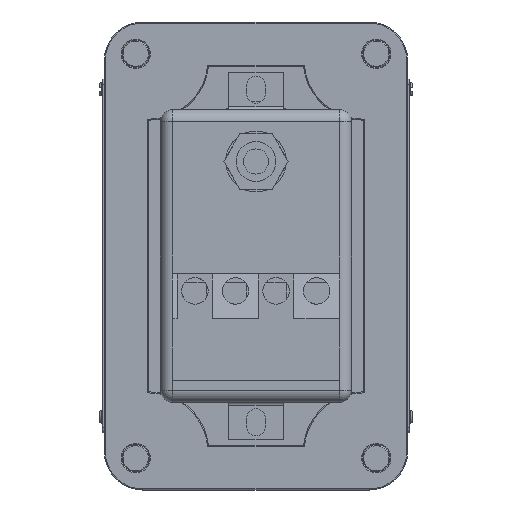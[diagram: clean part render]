
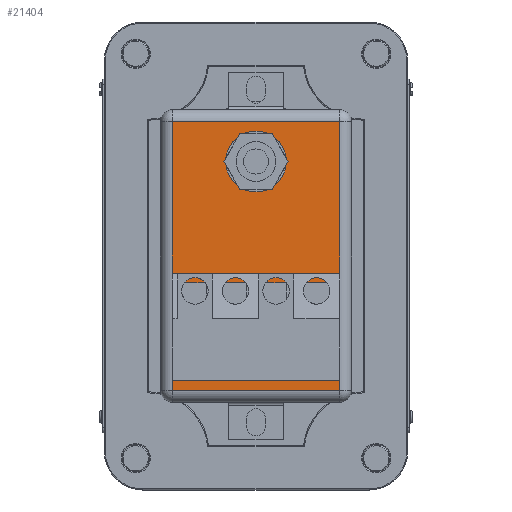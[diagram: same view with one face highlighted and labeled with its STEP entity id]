
A CAD part, front view. The second image highlights one B-rep face of the part: STEP entity #21404.
In plain terms, the highlighted planar face has unit normal (0, -1, 0).
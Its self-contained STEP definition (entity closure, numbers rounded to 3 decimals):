
#130 = DIRECTION ( 'NONE',  ( 0., 0., 1. ) ) ;
#499 = LINE ( 'NONE', #3477, #18028 ) ;
#1532 = CARTESIAN_POINT ( 'NONE',  ( 0., -11.295, 20.6 ) ) ;
#1650 = CIRCLE ( 'NONE', #16576, 3.15 ) ;
#1801 = CARTESIAN_POINT ( 'NONE',  ( 0., -11.295, 26.9 ) ) ;
#2105 = CARTESIAN_POINT ( 'NONE',  ( -21., -11.295, 33.75 ) ) ;
#2728 = CARTESIAN_POINT ( 'NONE',  ( -21., -11.295, -33.75 ) ) ;
#3085 = EDGE_CURVE ( 'NONE', #3141, #10615, #19438, .T. ) ;
#3115 = DIRECTION ( 'NONE',  ( 0., 0., -1. ) ) ;
#3141 = VERTEX_POINT ( 'NONE', #2105 ) ;
#3477 = CARTESIAN_POINT ( 'NONE',  ( 21., -11.295, -33.75 ) ) ;
#3991 = ORIENTED_EDGE ( 'NONE', *, *, #19592, .T. ) ;
#4038 = PLANE ( 'NONE',  #10077 ) ;
#4858 = VECTOR ( 'NONE', #14990, 1000. ) ;
#5842 = LINE ( 'NONE', #21075, #6351 ) ;
#6169 = CARTESIAN_POINT ( 'NONE',  ( -21., -11.295, -33.75 ) ) ;
#6351 = VECTOR ( 'NONE', #19468, 1000. ) ;
#6481 = CARTESIAN_POINT ( 'NONE',  ( -21., -11.295, 33.75 ) ) ;
#6726 = DIRECTION ( 'NONE',  ( 0., 1., 0. ) ) ;
#6841 = VERTEX_POINT ( 'NONE', #1532 ) ;
#6961 = FACE_BOUND ( 'NONE', #10398, .T. ) ;
#7238 = ORIENTED_EDGE ( 'NONE', *, *, #12813, .T. ) ;
#7289 = EDGE_CURVE ( 'NONE', #21306, #18528, #499, .T. ) ;
#7476 = DIRECTION ( 'NONE',  ( 0., 1., 0. ) ) ;
#7487 = DIRECTION ( 'NONE',  ( 0., 1., 0. ) ) ;
#9942 = LINE ( 'NONE', #6481, #4858 ) ;
#10077 = AXIS2_PLACEMENT_3D ( 'NONE', #14265, #7487, #19313 ) ;
#10398 = EDGE_LOOP ( 'NONE', ( #3991, #7238 ) ) ;
#10615 = VERTEX_POINT ( 'NONE', #6169 ) ;
#11521 = FACE_OUTER_BOUND ( 'NONE', #20297, .T. ) ;
#12791 = ORIENTED_EDGE ( 'NONE', *, *, #3085, .T. ) ;
#12813 = EDGE_CURVE ( 'NONE', #20294, #6841, #16346, .T. ) ;
#13234 = EDGE_CURVE ( 'NONE', #18528, #3141, #9942, .T. ) ;
#13459 = ORIENTED_EDGE ( 'NONE', *, *, #13234, .T. ) ;
#13978 = CARTESIAN_POINT ( 'NONE',  ( 21., -11.295, -33.75 ) ) ;
#14162 = AXIS2_PLACEMENT_3D ( 'NONE', #16919, #6726, #18620 ) ;
#14265 = CARTESIAN_POINT ( 'NONE',  ( -21., -11.295, -33.75 ) ) ;
#14464 = VECTOR ( 'NONE', #3115, 1000. ) ;
#14990 = DIRECTION ( 'NONE',  ( -1., 0., 0. ) ) ;
#16346 = CIRCLE ( 'NONE', #14162, 3.15 ) ;
#16576 = AXIS2_PLACEMENT_3D ( 'NONE', #17616, #7476, #19295 ) ;
#16919 = CARTESIAN_POINT ( 'NONE',  ( 0., -11.295, 23.75 ) ) ;
#16930 = EDGE_CURVE ( 'NONE', #10615, #21306, #5842, .T. ) ;
#17147 = CARTESIAN_POINT ( 'NONE',  ( 21., -11.295, 33.75 ) ) ;
#17616 = CARTESIAN_POINT ( 'NONE',  ( 0., -11.295, 23.75 ) ) ;
#18028 = VECTOR ( 'NONE', #130, 1000. ) ;
#18528 = VERTEX_POINT ( 'NONE', #17147 ) ;
#18620 = DIRECTION ( 'NONE',  ( 0., 0., 1. ) ) ;
#19295 = DIRECTION ( 'NONE',  ( 0., 0., 1. ) ) ;
#19313 = DIRECTION ( 'NONE',  ( 0., 0., 1. ) ) ;
#19438 = LINE ( 'NONE', #2728, #14464 ) ;
#19468 = DIRECTION ( 'NONE',  ( 1., 0., 0. ) ) ;
#19470 = ORIENTED_EDGE ( 'NONE', *, *, #7289, .T. ) ;
#19592 = EDGE_CURVE ( 'NONE', #6841, #20294, #1650, .T. ) ;
#20294 = VERTEX_POINT ( 'NONE', #1801 ) ;
#20297 = EDGE_LOOP ( 'NONE', ( #12791, #21047, #19470, #13459 ) ) ;
#21047 = ORIENTED_EDGE ( 'NONE', *, *, #16930, .T. ) ;
#21075 = CARTESIAN_POINT ( 'NONE',  ( -21., -11.295, -33.75 ) ) ;
#21306 = VERTEX_POINT ( 'NONE', #13978 ) ;
#21404 = ADVANCED_FACE ( 'NONE', ( #6961, #11521 ), #4038, .F. ) ;
